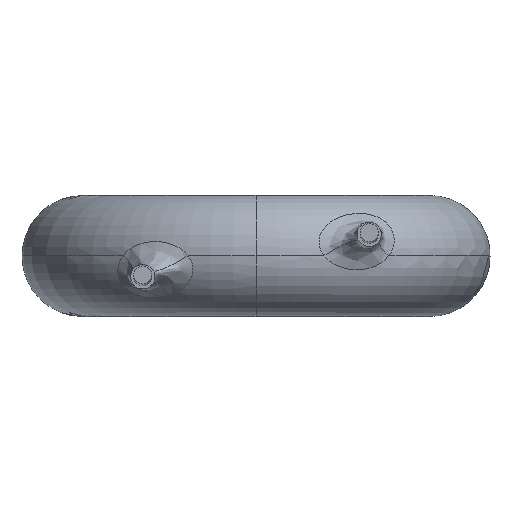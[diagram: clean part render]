
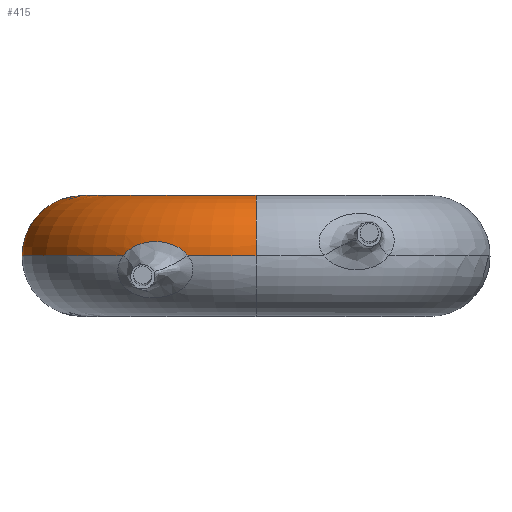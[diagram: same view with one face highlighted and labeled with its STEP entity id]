
A CAD part, top view. The second image highlights one B-rep face of the part: STEP entity #415.
In plain terms, the highlighted toroidal (fillet/blend) face has major radius 5.75 mm and minor radius 2 mm.
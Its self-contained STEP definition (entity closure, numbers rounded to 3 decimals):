
#37 = CARTESIAN_POINT ( 'NONE',  ( 0., 0., 0. ) ) ;
#43 = CARTESIAN_POINT ( 'NONE',  ( -2.938, 0.434, 7.124 ) ) ;
#47 = ORIENTED_EDGE ( 'NONE', *, *, #408, .F. ) ;
#54 = CARTESIAN_POINT ( 'NONE',  ( -4.395, 0., 6.383 ) ) ;
#55 = CARTESIAN_POINT ( 'NONE',  ( -2.248, 0., 7.417 ) ) ;
#60 = EDGE_LOOP ( 'NONE', ( #234, #909, #541, #47, #735, #807 ) ) ;
#105 = EDGE_CURVE ( 'NONE', #767, #857, #921, .T. ) ;
#130 = CARTESIAN_POINT ( 'NONE',  ( -2.381, 0.174, 7.377 ) ) ;
#131 = CARTESIAN_POINT ( 'NONE',  ( 0., 2., 5.75 ) ) ;
#138 = EDGE_CURVE ( 'NONE', #316, #767, #698, .T. ) ;
#161 = AXIS2_PLACEMENT_3D ( 'NONE', #944, #455, #1022 ) ;
#196 = FACE_OUTER_BOUND ( 'NONE', #60, .T. ) ;
#202 = CARTESIAN_POINT ( 'NONE',  ( -4.333, 0.081, 6.426 ) ) ;
#218 = CIRCLE ( 'NONE', #825, 2. ) ;
#234 = ORIENTED_EDGE ( 'NONE', *, *, #105, .F. ) ;
#243 = EDGE_CURVE ( 'NONE', #316, #498, #341, .T. ) ;
#267 = CARTESIAN_POINT ( 'NONE',  ( 0., 0., -7.75 ) ) ;
#287 = CARTESIAN_POINT ( 'NONE',  ( -4.26, 0.15, 6.469 ) ) ;
#312 = CARTESIAN_POINT ( 'NONE',  ( 0., 2., -5.75 ) ) ;
#316 = VERTEX_POINT ( 'NONE', #54 ) ;
#341 = B_SPLINE_CURVE_WITH_KNOTS ( 'NONE', 3,
 ( #852, #202, #287, #373, #939, #447, #1019, #531, #43, #605, #130, #684 ),
 .UNSPECIFIED., .F., .F.,
 ( 4, 2, 2, 2, 2, 4 ),
 ( 0., 0., 0.001, 0.001, 0.002, 0.003 ),
 .UNSPECIFIED. ) ;
#346 = AXIS2_PLACEMENT_3D ( 'NONE', #839, #360, #928 ) ;
#355 = EDGE_CURVE ( 'NONE', #869, #487, #218, .T. ) ;
#360 = DIRECTION ( 'NONE',  ( 0., -1., 0. ) ) ;
#362 = CARTESIAN_POINT ( 'NONE',  ( 0., 0., 7.75 ) ) ;
#363 = DIRECTION ( 'NONE',  ( -1., 0., 0. ) ) ;
#369 = CARTESIAN_POINT ( 'NONE',  ( 0., 0., 0. ) ) ;
#373 = CARTESIAN_POINT ( 'NONE',  ( -4.098, 0.268, 6.558 ) ) ;
#408 = EDGE_CURVE ( 'NONE', #869, #498, #648, .T. ) ;
#415 = ADVANCED_FACE ( 'NONE', ( #196 ), #1031, .T. ) ;
#433 = DIRECTION ( 'NONE',  ( 1., 0., 0. ) ) ;
#444 = DIRECTION ( 'NONE',  ( 0., 0., 1. ) ) ;
#447 = CARTESIAN_POINT ( 'NONE',  ( -3.733, 0.43, 6.743 ) ) ;
#455 = DIRECTION ( 'NONE',  ( 0., 1., 0. ) ) ;
#461 = EDGE_CURVE ( 'NONE', #857, #487, #816, .T. ) ;
#487 = VERTEX_POINT ( 'NONE', #131 ) ;
#498 = VERTEX_POINT ( 'NONE', #55 ) ;
#520 = DIRECTION ( 'NONE',  ( 0., 1., 0. ) ) ;
#531 = CARTESIAN_POINT ( 'NONE',  ( -3.138, 0.467, 7.029 ) ) ;
#541 = ORIENTED_EDGE ( 'NONE', *, *, #243, .T. ) ;
#605 = CARTESIAN_POINT ( 'NONE',  ( -2.561, 0.286, 7.297 ) ) ;
#648 = CIRCLE ( 'NONE', #947, 7.75 ) ;
#684 = CARTESIAN_POINT ( 'NONE',  ( -2.248, 0., 7.417 ) ) ;
#698 = CIRCLE ( 'NONE', #346, 7.75 ) ;
#735 = ORIENTED_EDGE ( 'NONE', *, *, #355, .T. ) ;
#767 = VERTEX_POINT ( 'NONE', #267 ) ;
#807 = ORIENTED_EDGE ( 'NONE', *, *, #461, .F. ) ;
#816 = CIRCLE ( 'NONE', #161, 5.75 ) ;
#825 = AXIS2_PLACEMENT_3D ( 'NONE', #844, #363, #931 ) ;
#839 = CARTESIAN_POINT ( 'NONE',  ( 0., 0., 0. ) ) ;
#844 = CARTESIAN_POINT ( 'NONE',  ( 0., 0., 5.75 ) ) ;
#852 = CARTESIAN_POINT ( 'NONE',  ( -4.395, 0., 6.383 ) ) ;
#857 = VERTEX_POINT ( 'NONE', #312 ) ;
#869 = VERTEX_POINT ( 'NONE', #362 ) ;
#909 = ORIENTED_EDGE ( 'NONE', *, *, #138, .F. ) ;
#921 = CIRCLE ( 'NONE', #965, 2. ) ;
#924 = CARTESIAN_POINT ( 'NONE',  ( 0., 0., -5.75 ) ) ;
#928 = DIRECTION ( 'NONE',  ( 0., 0., 1. ) ) ;
#931 = DIRECTION ( 'NONE',  ( 0., 0., 1. ) ) ;
#935 = DIRECTION ( 'NONE',  ( 0., -1., 0. ) ) ;
#939 = CARTESIAN_POINT ( 'NONE',  ( -4.009, 0.316, 6.605 ) ) ;
#944 = CARTESIAN_POINT ( 'NONE',  ( 0., 2., 0. ) ) ;
#947 = AXIS2_PLACEMENT_3D ( 'NONE', #369, #935, #444 ) ;
#965 = AXIS2_PLACEMENT_3D ( 'NONE', #924, #433, #1004 ) ;
#1004 = DIRECTION ( 'NONE',  ( 0., 0., -1. ) ) ;
#1016 = DIRECTION ( 'NONE',  ( 0., 0., 1. ) ) ;
#1019 = CARTESIAN_POINT ( 'NONE',  ( -3.534, 0.466, 6.839 ) ) ;
#1022 = DIRECTION ( 'NONE',  ( 0., 0., 1. ) ) ;
#1031 = TOROIDAL_SURFACE ( 'NONE', #1049, 5.75, 2. ) ;
#1049 = AXIS2_PLACEMENT_3D ( 'NONE', #37, #520, #1016 ) ;
